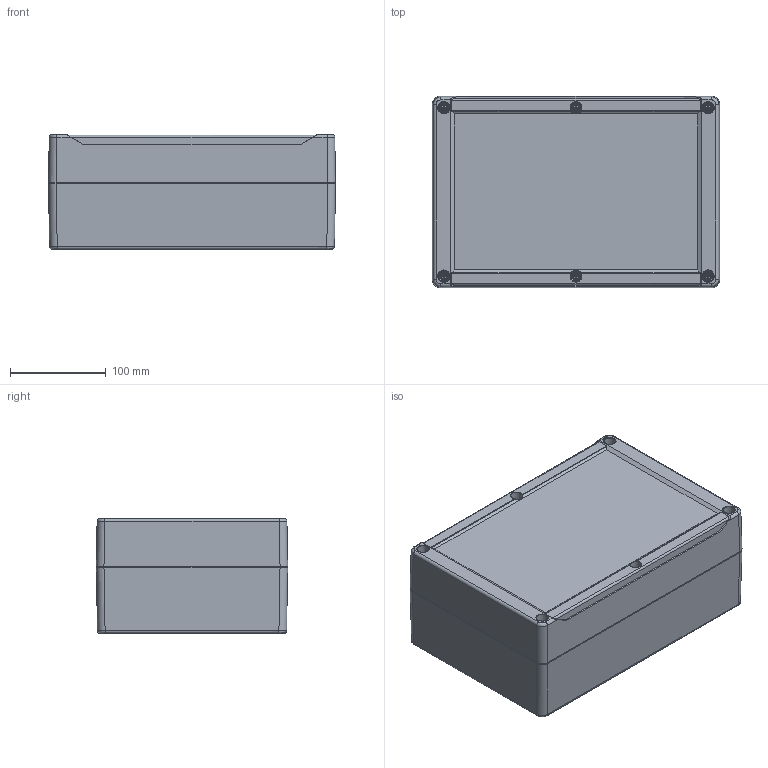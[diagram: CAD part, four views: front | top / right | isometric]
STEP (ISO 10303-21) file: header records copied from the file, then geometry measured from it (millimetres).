
FILE_DESCRIPTION (( 'STEP AP214' ), '1' );
FILE_NAME ('1555XA2GY.STEP', '2020-11-07T21:23:09', ( '' ), ( '' ), 'SwSTEP 2.0', 'SolidWorks 2019', '' );
FILE_SCHEMA (( 'AUTOMOTIVE_DESIGN' ));
Length unit declared in the file: inch
Products named in the file (1): 1555XA2GY
Bounding box: 300 x 200 x 120 mm (x, y, z)
Volume: 1132653.2 mm3; surface area: 671237.6 mm2
Topology: 24 solids, 24 shells, 3361 faces, 9019 edges, 5852 vertices
Faces by surface type: bspline 1240, plane 985, cylinder 730, cone 406
Full cylindrical faces by diameter (mm): 2.464 x4, 3 x5, 3.251 x6, 3.48 x6, 3.6 x6, 3.81 x12, 3.85 x6, 3.912 x4, 4.763 x14, 5.334 x6, 5.41 x12, 6.9 x6, 7 x1
Entity records: 152171 total; most frequent: CARTESIAN_POINT 77850, ORIENTED_EDGE 17230, DIRECTION 11776, EDGE_CURVE 8615, VERTEX_POINT 5749, AXIS2_PLACEMENT_3D 3941, VECTOR 3894, LINE 3894
